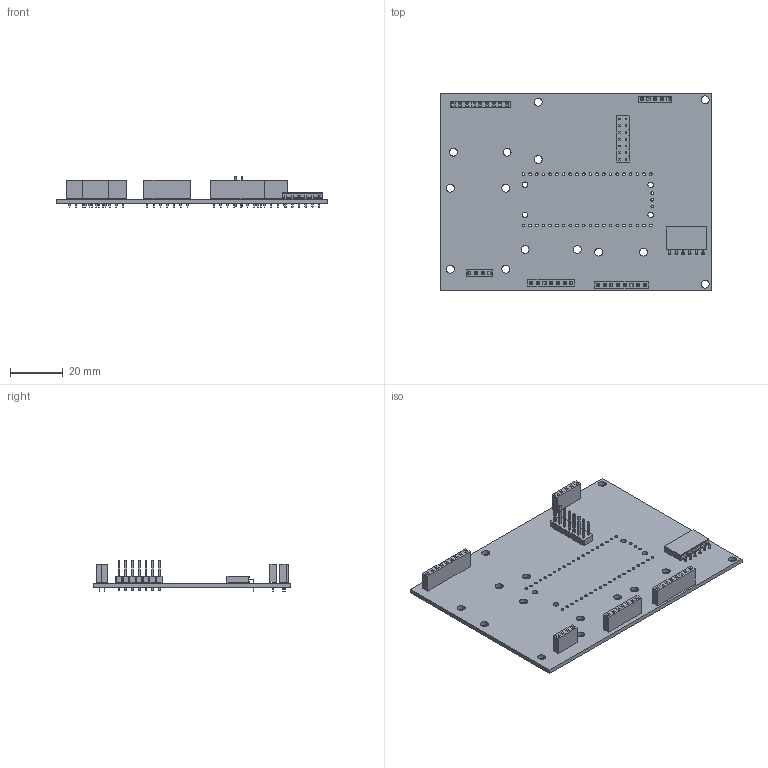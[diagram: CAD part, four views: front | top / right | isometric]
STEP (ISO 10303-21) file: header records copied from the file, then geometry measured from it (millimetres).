
FILE_DESCRIPTION(('KiCad electronic assembly'),'2;1');
FILE_NAME('Avionics Power Regulation Board Subscale.step', '2024-12-30T22:13:33',('Pcbnew'),('Kicad'), 'Open CASCADE STEP processor 7.8','KiCad to STEP converter','Unknown' );
FILE_SCHEMA(('AUTOMOTIVE_DESIGN { 1 0 10303 214 1 1 1 1 }'));
Length unit declared in the file: millimetre
Products named in the file (16): Avionics Power Regulation Board Subscale 1; PinSocket_1x04_P2.54mm_Vertical; PinSocket_1x04_P254mm_Vertical; PinSocket_1x07_P2.54mm_Vertical; PinSocket_1x07_P254mm_Vertical; PinHeader_2x07_P2.54mm_Vertical; PinHeader_2x07_P254mm_Vertical; PinSocket_1x06_P2.54mm_Horizontal; PinSocket_1x06_P254mm_Horizontal; PinSocket_1x09_P2.54mm_Vertical; PinSocket_1x09_P254mm_Vertical; PinSocket_1x05_P2.54mm_Vertical; PinSocket_1x05_P254mm_Vertical; PinSocket_1x08_P2.54mm_Vertical; PinSocket_1x08_P254mm_Vertical; _autosave-Avionics Instrumentation and Microcontroller Board_PCB
Assembly tree (15 placements, depth 3):
  Avionics Power Regulation Board Subscale 1
    PinSocket_1x04_P2.54mm_Vertical
      PinSocket_1x04_P254mm_Vertical
    PinSocket_1x07_P2.54mm_Vertical
      PinSocket_1x07_P254mm_Vertical
    PinHeader_2x07_P2.54mm_Vertical
      PinHeader_2x07_P254mm_Vertical
    PinSocket_1x06_P2.54mm_Horizontal
      PinSocket_1x06_P254mm_Horizontal
    PinSocket_1x09_P2.54mm_Vertical
      PinSocket_1x09_P254mm_Vertical
    PinSocket_1x05_P2.54mm_Vertical
      PinSocket_1x05_P254mm_Vertical
    PinSocket_1x08_P2.54mm_Vertical
      PinSocket_1x08_P254mm_Vertical
    _autosave-Avionics Instrumentation and Microcontroller Board_PCB
Bounding box: 102.87 x 74.93 x 11.84 mm (x, y, z)
Volume: 14023.6 mm3; surface area: 20007 mm2
Topology: 8 solids, 8 shells, 1711 faces, 4382 edges, 2832 vertices
Faces by surface type: plane 1585, cylinder 126
Full cylindrical faces by diameter (mm): 1 x96, 2.1 x4, 3 x14
Entity records: 62481 total; most frequent: CARTESIAN_POINT 8941, ORIENTED_EDGE 8764, DIRECTION 8088, EDGE_CURVE 4382, LINE 4130, VECTOR 4130, VERTEX_POINT 2832, FACE_BOUND 2084
